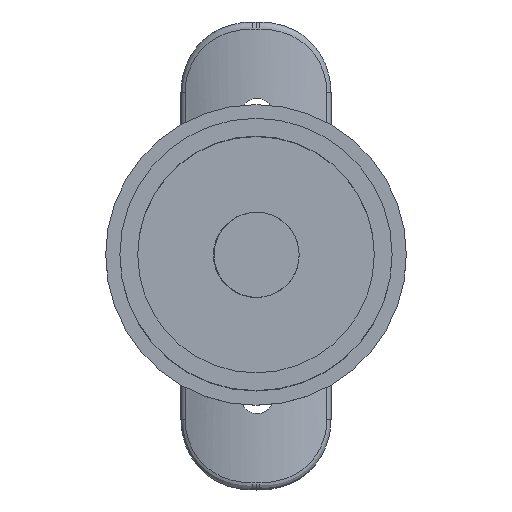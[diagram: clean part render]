
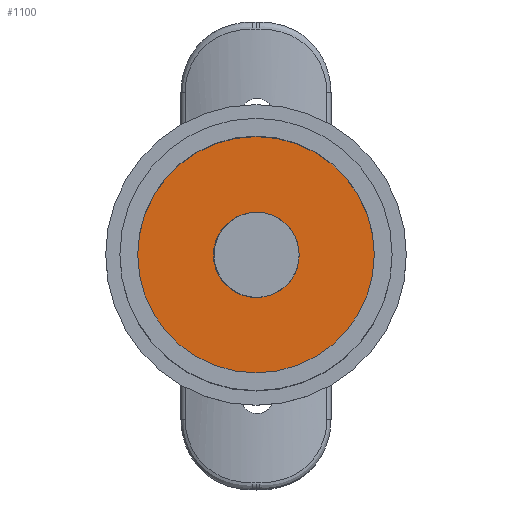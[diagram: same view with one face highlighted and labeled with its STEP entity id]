
A CAD part, top view. The second image highlights one B-rep face of the part: STEP entity #1100.
In plain terms, the highlighted planar face has unit normal (0, 0, 1).
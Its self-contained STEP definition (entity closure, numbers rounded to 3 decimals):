
#42 = AXIS2_PLACEMENT_3D ( 'NONE', #367, #672, #1145 ) ;
#66 = EDGE_LOOP ( 'NONE', ( #1251, #2885 ) ) ;
#94 = ORIENTED_EDGE ( 'NONE', *, *, #723, .F. ) ;
#135 = CARTESIAN_POINT ( 'NONE',  ( 6., 0., 13.922 ) ) ;
#256 = DIRECTION ( 'NONE',  ( 0., 0., 1. ) ) ;
#261 = FACE_BOUND ( 'NONE', #1698, .T. ) ;
#314 = CARTESIAN_POINT ( 'NONE',  ( 16.601, 0., 13.922 ) ) ;
#366 = CIRCLE ( 'NONE', #2458, 16.689 ) ;
#367 = CARTESIAN_POINT ( 'NONE',  ( 0., 0., 13.922 ) ) ;
#515 = CARTESIAN_POINT ( 'NONE',  ( -0.044, 6., 13.922 ) ) ;
#615 = DIRECTION ( 'NONE',  ( 0., 0., -1. ) ) ;
#672 = DIRECTION ( 'NONE',  ( 0., 0., 1. ) ) ;
#686 = CIRCLE ( 'NONE', #1217, 6. ) ;
#717 = ORIENTED_EDGE ( 'NONE', *, *, #3156, .T. ) ;
#723 = EDGE_CURVE ( 'NONE', #2557, #2443, #2591, .T. ) ;
#863 = CARTESIAN_POINT ( 'NONE',  ( -0.088, 0., 13.922 ) ) ;
#908 = AXIS2_PLACEMENT_3D ( 'NONE', #2726, #2483, #2241 ) ;
#939 = ORIENTED_EDGE ( 'NONE', *, *, #1291, .F. ) ;
#949 = AXIS2_PLACEMENT_3D ( 'NONE', #863, #615, #1621 ) ;
#1006 = CARTESIAN_POINT ( 'NONE',  ( -6.088, 0., 13.922 ) ) ;
#1015 = CARTESIAN_POINT ( 'NONE',  ( -6.088, 0., 13.922 ) ) ;
#1066 = CIRCLE ( 'NONE', #949, 16.689 ) ;
#1100 = ADVANCED_FACE ( 'NONE', ( #261, #2236 ), #3237, .T. ) ;
#1145 = DIRECTION ( 'NONE',  ( 1., 0., 0. ) ) ;
#1159 = DIRECTION ( 'NONE',  ( 0., 0., -1. ) ) ;
#1217 = AXIS2_PLACEMENT_3D ( 'NONE', #2444, #256, #1266 ) ;
#1251 = ORIENTED_EDGE ( 'NONE', *, *, #2992, .F. ) ;
#1256 = VERTEX_POINT ( 'NONE', #515 ) ;
#1257 = VERTEX_POINT ( 'NONE', #1015 ) ;
#1266 = DIRECTION ( 'NONE',  ( 1., 0., 0. ) ) ;
#1291 = EDGE_CURVE ( 'NONE', #2443, #1256, #686, .T. ) ;
#1307 = DIRECTION ( 'NONE',  ( 1., 0., 0. ) ) ;
#1618 = ORIENTED_EDGE ( 'NONE', *, *, #2355, .T. ) ;
#1621 = DIRECTION ( 'NONE',  ( -1., 0., 0. ) ) ;
#1688 = EDGE_CURVE ( 'NONE', #1824, #2785, #1066, .T. ) ;
#1698 = EDGE_LOOP ( 'NONE', ( #94, #717, #1618, #939 ) ) ;
#1824 = VERTEX_POINT ( 'NONE', #314 ) ;
#1984 = CIRCLE ( 'NONE', #2307, 6. ) ;
#1987 = CARTESIAN_POINT ( 'NONE',  ( -0.088, 0., 13.922 ) ) ;
#2034 = AXIS2_PLACEMENT_3D ( 'NONE', #1006, #2253, #1307 ) ;
#2038 = DIRECTION ( 'NONE',  ( -1., 0., 0. ) ) ;
#2070 = CARTESIAN_POINT ( 'NONE',  ( -0.088, 0., 13.922 ) ) ;
#2215 = DIRECTION ( 'NONE',  ( 0., 0., -1. ) ) ;
#2236 = FACE_OUTER_BOUND ( 'NONE', #66, .T. ) ;
#2241 = DIRECTION ( 'NONE',  ( -1., 0., 0. ) ) ;
#2253 = DIRECTION ( 'NONE',  ( 0., 0., 1. ) ) ;
#2307 = AXIS2_PLACEMENT_3D ( 'NONE', #2070, #1159, #2038 ) ;
#2355 = EDGE_CURVE ( 'NONE', #1257, #1256, #2614, .T. ) ;
#2443 = VERTEX_POINT ( 'NONE', #135 ) ;
#2444 = CARTESIAN_POINT ( 'NONE',  ( 0., 0., 13.922 ) ) ;
#2458 = AXIS2_PLACEMENT_3D ( 'NONE', #1987, #2215, #3217 ) ;
#2468 = CARTESIAN_POINT ( 'NONE',  ( -0.044, -6., 13.922 ) ) ;
#2483 = DIRECTION ( 'NONE',  ( 0., 0., -1. ) ) ;
#2557 = VERTEX_POINT ( 'NONE', #2468 ) ;
#2591 = CIRCLE ( 'NONE', #42, 6. ) ;
#2614 = CIRCLE ( 'NONE', #908, 6. ) ;
#2655 = CARTESIAN_POINT ( 'NONE',  ( -16.777, 0., 13.922 ) ) ;
#2726 = CARTESIAN_POINT ( 'NONE',  ( -0.088, 0., 13.922 ) ) ;
#2785 = VERTEX_POINT ( 'NONE', #2655 ) ;
#2885 = ORIENTED_EDGE ( 'NONE', *, *, #1688, .F. ) ;
#2992 = EDGE_CURVE ( 'NONE', #2785, #1824, #366, .T. ) ;
#3156 = EDGE_CURVE ( 'NONE', #2557, #1257, #1984, .T. ) ;
#3217 = DIRECTION ( 'NONE',  ( -1., 0., 0. ) ) ;
#3237 = PLANE ( 'NONE',  #2034 ) ;
